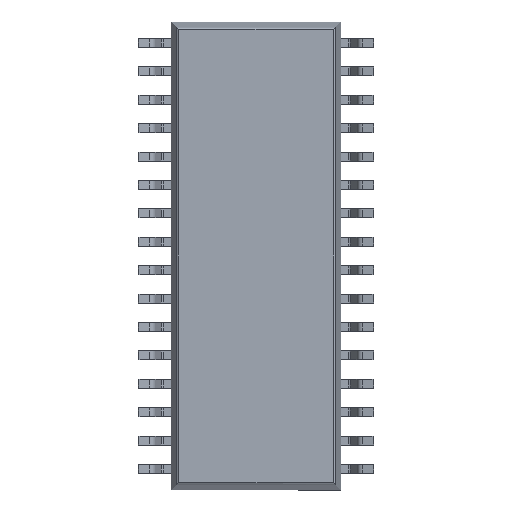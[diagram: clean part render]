
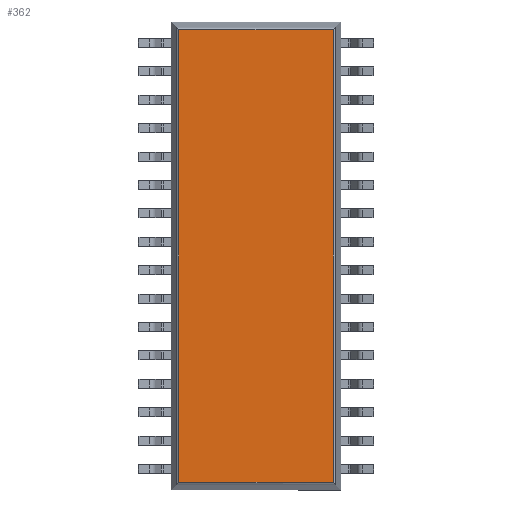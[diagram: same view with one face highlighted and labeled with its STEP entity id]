
A CAD part, front view. The second image highlights one B-rep face of the part: STEP entity #362.
In plain terms, the highlighted planar face has unit normal (0, -1, 0).
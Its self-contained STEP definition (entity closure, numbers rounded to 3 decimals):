
#338 = ORIENTED_EDGE ( 'NONE', *, *, #347, .T. ) ;
#339 = VERTEX_POINT ( 'NONE', #6253 ) ;
#341 = VERTEX_POINT ( 'NONE', #6251 ) ;
#344 = ORIENTED_EDGE ( 'NONE', *, *, #358, .T. ) ;
#347 = EDGE_CURVE ( 'NONE', #341, #339, #6245, .T. ) ;
#350 = VERTEX_POINT ( 'NONE', #6290 ) ;
#354 = EDGE_CURVE ( 'NONE', #350, #355, #6322, .T. ) ;
#355 = VERTEX_POINT ( 'NONE', #6318 ) ;
#356 = ORIENTED_EDGE ( 'NONE', *, *, #359, .T. ) ;
#358 = EDGE_CURVE ( 'NONE', #339, #350, #6317, .T. ) ;
#359 = EDGE_CURVE ( 'NONE', #355, #341, #6313, .T. ) ;
#361 = ORIENTED_EDGE ( 'NONE', *, *, #354, .T. ) ;
#362 = ADVANCED_FACE ( 'NONE', ( #6308 ), #6349, .T. ) ;
#363 = EDGE_LOOP ( 'NONE', ( #338, #344, #361, #356 ) ) ;
#6242 = DIRECTION ( 'NONE',  ( 0., 0., -1. ) ) ;
#6243 = VECTOR ( 'NONE', #6242, 1000. ) ;
#6244 = CARTESIAN_POINT ( 'NONE',  ( -3.46, 0.15, -10.465 ) ) ;
#6245 = LINE ( 'NONE', #6244, #6243 ) ;
#6251 = CARTESIAN_POINT ( 'NONE',  ( -3.46, 0.15, 10.125 ) ) ;
#6253 = CARTESIAN_POINT ( 'NONE',  ( -3.46, 0.15, -10.125 ) ) ;
#6290 = CARTESIAN_POINT ( 'NONE',  ( 3.46, 0.15, -10.125 ) ) ;
#6308 = FACE_OUTER_BOUND ( 'NONE', #363, .T. ) ;
#6309 = DIRECTION ( 'NONE',  ( -1., 0., 0. ) ) ;
#6310 = VECTOR ( 'NONE', #6309, 1000. ) ;
#6311 = CARTESIAN_POINT ( 'NONE',  ( -3.8, 0.15, 10.125 ) ) ;
#6313 = LINE ( 'NONE', #6311, #6310 ) ;
#6314 = DIRECTION ( 'NONE',  ( 1., 0., 0. ) ) ;
#6315 = VECTOR ( 'NONE', #6314, 1000. ) ;
#6316 = CARTESIAN_POINT ( 'NONE',  ( -3.8, 0.15, -10.125 ) ) ;
#6317 = LINE ( 'NONE', #6316, #6315 ) ;
#6318 = CARTESIAN_POINT ( 'NONE',  ( 3.46, 0.15, 10.125 ) ) ;
#6319 = DIRECTION ( 'NONE',  ( 0., 0., 1. ) ) ;
#6320 = VECTOR ( 'NONE', #6319, 1000. ) ;
#6321 = CARTESIAN_POINT ( 'NONE',  ( 3.46, 0.15, -10.465 ) ) ;
#6322 = LINE ( 'NONE', #6321, #6320 ) ;
#6343 = DIRECTION ( 'NONE',  ( 0., 0., -1. ) ) ;
#6344 = DIRECTION ( 'NONE',  ( 0., -1., 0. ) ) ;
#6345 = CARTESIAN_POINT ( 'NONE',  ( -3.8, 0.15, -10.465 ) ) ;
#6346 = AXIS2_PLACEMENT_3D ( 'NONE', #6345, #6344, #6343 ) ;
#6349 = PLANE ( 'NONE',  #6346 ) ;
